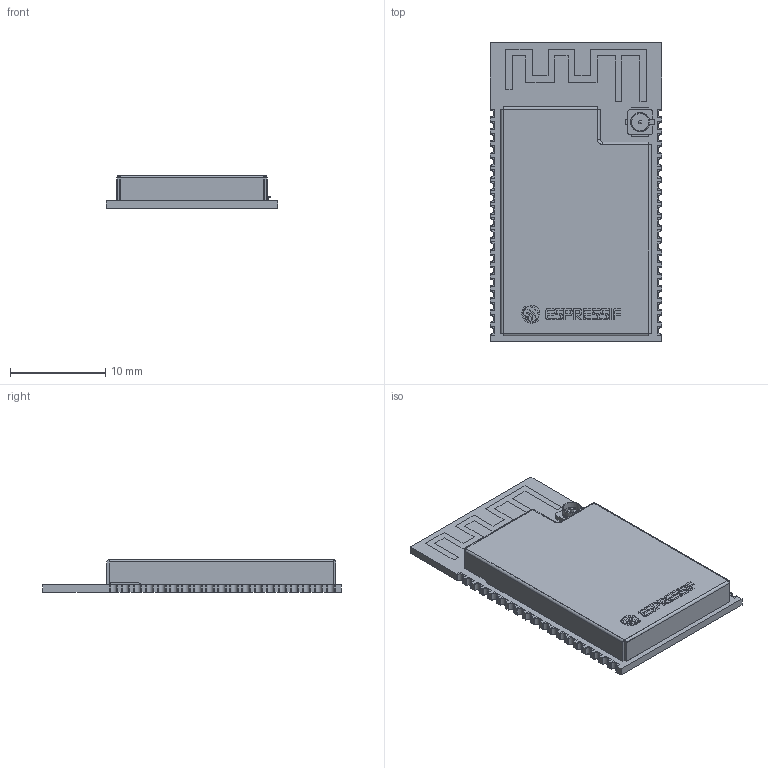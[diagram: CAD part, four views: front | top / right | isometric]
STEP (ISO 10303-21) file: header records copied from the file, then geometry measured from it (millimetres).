
FILE_DESCRIPTION(/* description */ (''),/* implementation_level */ '2;1');
FILE_NAME(/* name */ 'Espressif Systems ESP32-WROVER-IE(M213EH2864UH3Q0).stp',/* time_stamp */ '2021-08-16T12:33:16-04:00',/* author */ ('Alx'),/* organization */ (''),/* preprocessor_version */ 'ST-DEVELOPER v18.1',/* originating_system */ 'Autodesk Inventor 2021',/* authorisation */ '');
FILE_SCHEMA (('AUTOMOTIVE_DESIGN { 1 0 10303 214 3 1 1 }'));
Length unit declared in the file: millimetre
Products named in the file (8): Ensamblaje4; Pieza21; Pieza22; Pieza23; Ensamblaje5; Pieza24; Pieza25; Pieza27
Assembly tree (7 placements, depth 3):
  Ensamblaje4
    Pieza21
    Pieza22
    Pieza23
    Ensamblaje5
      Pieza24
      Pieza25
    Pieza27
Bounding box: 18 x 31.4 x 3.45 mm (x, y, z)
Volume: 506 mm3; surface area: 2705.4 mm2
Topology: 70 solids, 70 shells, 1112 faces, 3057 edges, 2280 vertices
Faces by surface type: plane 952, cylinder 89, bspline 64, torus 3, cone 3, sphere 1
Full cylindrical faces by diameter (mm): 0.25 x1, 0.277 x1, 0.35 x1, 1.8 x2, 1.888 x1, 2 x2
Entity records: 34507 total; most frequent: CARTESIAN_POINT 6895, ORIENTED_EDGE 5744, DIRECTION 5068, EDGE_CURVE 2872, LINE 2546, VECTOR 2546, VERTEX_POINT 1912, AXIS2_PLACEMENT_3D 1261
